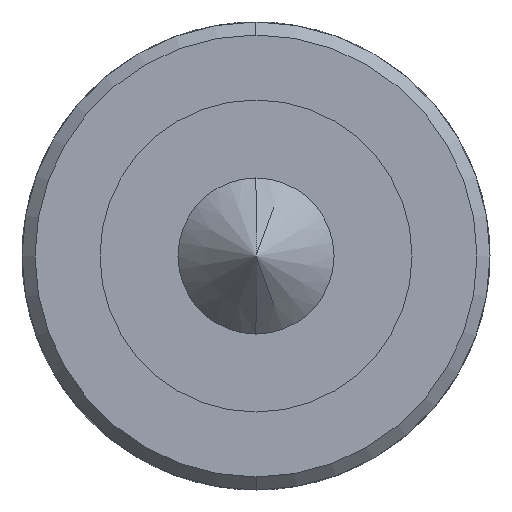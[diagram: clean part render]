
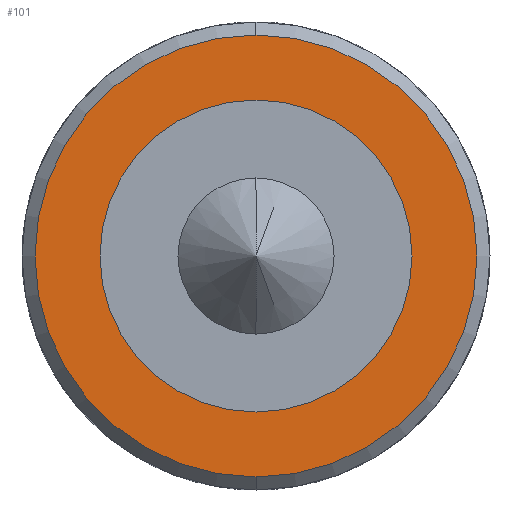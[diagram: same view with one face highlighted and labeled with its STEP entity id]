
A CAD part, left-side view. The second image highlights one B-rep face of the part: STEP entity #101.
In plain terms, the highlighted planar face has unit normal (-1, 0, 0).
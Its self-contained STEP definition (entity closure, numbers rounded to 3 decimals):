
#22 = FACE_BOUND ( 'NONE', #819, .T. ) ;
#41 = AXIS2_PLACEMENT_3D ( 'NONE', #164, #163, #162 ) ;
#101 = ADVANCED_FACE ( 'NONE', ( #722, #22 ), #165, .F. ) ;
#122 = EDGE_CURVE ( 'NONE', #841, #838, #425, .T. ) ;
#133 = EDGE_CURVE ( 'NONE', #868, #865, #430, .T. ) ;
#162 = DIRECTION ( 'NONE',  ( 0., 0., -1. ) ) ;
#163 = DIRECTION ( 'NONE',  ( 1., 0., 0. ) ) ;
#164 = CARTESIAN_POINT ( 'NONE',  ( -10., -9., 0. ) ) ;
#165 = PLANE ( 'NONE',  #41 ) ;
#221 = CARTESIAN_POINT ( 'NONE',  ( -10., 0., 0. ) ) ;
#225 = DIRECTION ( 'NONE',  ( -1., 0., 0. ) ) ;
#226 = DIRECTION ( 'NONE',  ( 0., 0., -1. ) ) ;
#257 = CARTESIAN_POINT ( 'NONE',  ( -10., 0., 0. ) ) ;
#258 = DIRECTION ( 'NONE',  ( 1., 0., 0. ) ) ;
#259 = DIRECTION ( 'NONE',  ( 0., 0., -1. ) ) ;
#302 = CARTESIAN_POINT ( 'NONE',  ( -10., 0., 0. ) ) ;
#303 = DIRECTION ( 'NONE',  ( -1., 0., 0. ) ) ;
#304 = DIRECTION ( 'NONE',  ( 0., 0., -1. ) ) ;
#305 = CARTESIAN_POINT ( 'NONE',  ( -10., 0., 0. ) ) ;
#306 = DIRECTION ( 'NONE',  ( 1., 0., 0. ) ) ;
#307 = DIRECTION ( 'NONE',  ( 0., 0., -1. ) ) ;
#401 = EDGE_CURVE ( 'NONE', #838, #841, #438, .T. ) ;
#402 = EDGE_CURVE ( 'NONE', #865, #868, #439, .T. ) ;
#425 = CIRCLE ( 'NONE', #756, 8.5 ) ;
#430 = CIRCLE ( 'NONE', #764, 6. ) ;
#438 = CIRCLE ( 'NONE', #777, 8.5 ) ;
#439 = CIRCLE ( 'NONE', #782, 6. ) ;
#533 = CARTESIAN_POINT ( 'NONE',  ( -10., 0., -8.5 ) ) ;
#536 = CARTESIAN_POINT ( 'NONE',  ( -10., 0., 8.5 ) ) ;
#559 = CARTESIAN_POINT ( 'NONE',  ( -10., 0., 6. ) ) ;
#562 = CARTESIAN_POINT ( 'NONE',  ( -10., 0., -6. ) ) ;
#722 = FACE_OUTER_BOUND ( 'NONE', #820, .T. ) ;
#756 = AXIS2_PLACEMENT_3D ( 'NONE', #221, #225, #226 ) ;
#764 = AXIS2_PLACEMENT_3D ( 'NONE', #257, #258, #259 ) ;
#777 = AXIS2_PLACEMENT_3D ( 'NONE', #302, #303, #304 ) ;
#782 = AXIS2_PLACEMENT_3D ( 'NONE', #305, #306, #307 ) ;
#819 = EDGE_LOOP ( 'NONE', ( #937, #940 ) ) ;
#820 = EDGE_LOOP ( 'NONE', ( #935, #939 ) ) ;
#838 = VERTEX_POINT ( 'NONE', #533 ) ;
#841 = VERTEX_POINT ( 'NONE', #536 ) ;
#865 = VERTEX_POINT ( 'NONE', #559 ) ;
#868 = VERTEX_POINT ( 'NONE', #562 ) ;
#935 = ORIENTED_EDGE ( 'NONE', *, *, #401, .T. ) ;
#937 = ORIENTED_EDGE ( 'NONE', *, *, #133, .T. ) ;
#939 = ORIENTED_EDGE ( 'NONE', *, *, #122, .T. ) ;
#940 = ORIENTED_EDGE ( 'NONE', *, *, #402, .T. ) ;
